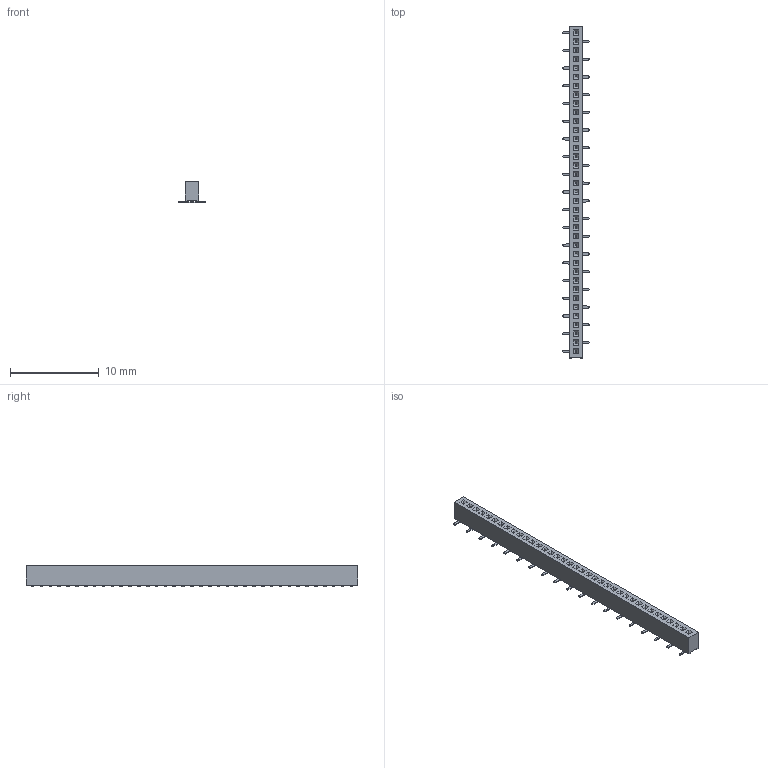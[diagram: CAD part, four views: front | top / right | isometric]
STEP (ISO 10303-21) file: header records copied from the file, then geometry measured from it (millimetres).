
FILE_DESCRIPTION(/* description */ ('model of PinSocket_1x37_P1.00mm_Vertical_SMD_Pin1Left'),/* implementation_level */ '2;1');
FILE_NAME(/* name */ 'PinSocket_1x37_P1.00mm_Vertical_SMD_Pin1Left.step',/* time_stamp */ '2017-11-27T01:12:02',/* author */ ('Terje Io','https://github.com/terjeio'),/* organization */ ('FreeCAD'),/* preprocessor_version */ 'OCC',/* originating_system */ 'kicad StepUp',/* authorisation */ '');
FILE_SCHEMA(('AUTOMOTIVE_DESIGN_CC2 { 1 2 10303 214 -1 1 5 4 }'));
Length unit declared in the file: millimetre
Products named in the file (1): PinSocket_1x37_P100mm_Vertical_SMD_Pin1Left
Bounding box: 2.95 x 37.5 x 2.4 mm (x, y, z)
Volume: 118.1 mm3; surface area: 423.1 mm2
Topology: 1 solids, 1 shells, 1305 faces, 3280 edges, 2088 vertices
Faces by surface type: plane 1194, cylinder 111
Entity records: 25031 total; most frequent: ORIENTED_EDGE 5364, EDGE_CURVE 3280, CARTESIAN_POINT 3172, LINE 2908, VERTEX_POINT 2088, FACE_BOUND 1416, EDGE_LOOP 1416, AXIS2_PLACEMENT_3D 1305
